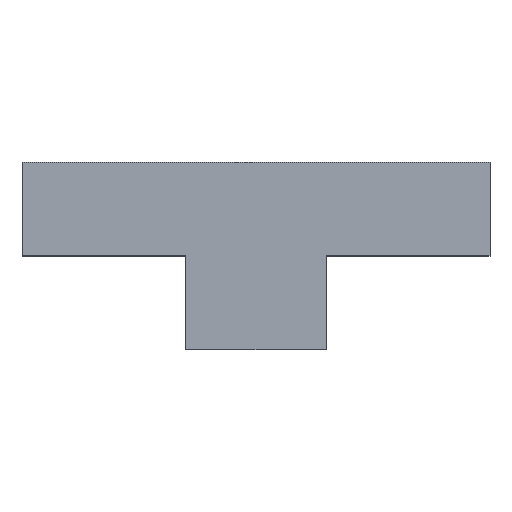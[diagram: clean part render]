
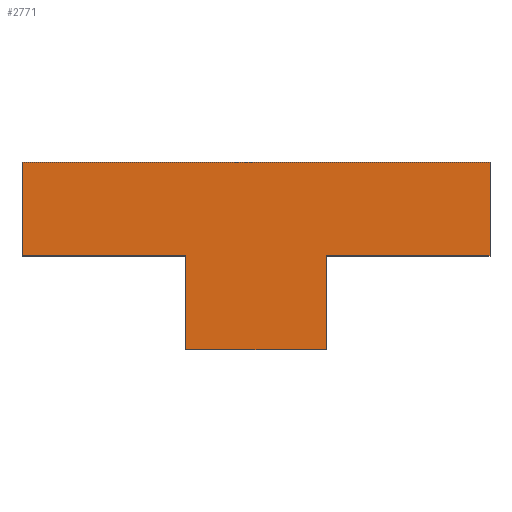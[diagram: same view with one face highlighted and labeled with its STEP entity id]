
A CAD part, top view. The second image highlights one B-rep face of the part: STEP entity #2771.
In plain terms, the highlighted planar face has unit normal (0, 0, 1).
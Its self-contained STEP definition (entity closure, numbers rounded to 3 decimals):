
#19 = LINE ( 'NONE', #2876, #2711 ) ;
#132 = VERTEX_POINT ( 'NONE', #2279 ) ;
#186 = VECTOR ( 'NONE', #1898, 1000. ) ;
#211 = EDGE_CURVE ( 'NONE', #132, #622, #2562, .T. ) ;
#332 = ORIENTED_EDGE ( 'NONE', *, *, #709, .T. ) ;
#403 = LINE ( 'NONE', #2978, #1556 ) ;
#477 = EDGE_CURVE ( 'NONE', #2993, #1233, #19, .T. ) ;
#507 = EDGE_CURVE ( 'NONE', #2551, #3073, #877, .T. ) ;
#596 = CARTESIAN_POINT ( 'NONE',  ( 1000., 400., 10. ) ) ;
#622 = VERTEX_POINT ( 'NONE', #596 ) ;
#647 = CARTESIAN_POINT ( 'NONE',  ( 1000., 400., 10. ) ) ;
#662 = CARTESIAN_POINT ( 'NONE',  ( -1000., -400., 10. ) ) ;
#709 = EDGE_CURVE ( 'NONE', #2853, #1233, #1540, .T. ) ;
#772 = CARTESIAN_POINT ( 'NONE',  ( 300., -400., 10. ) ) ;
#829 = ORIENTED_EDGE ( 'NONE', *, *, #1421, .T. ) ;
#835 = VECTOR ( 'NONE', #1832, 1000. ) ;
#870 = ORIENTED_EDGE ( 'NONE', *, *, #3400, .T. ) ;
#877 = LINE ( 'NONE', #1163, #2411 ) ;
#961 = CARTESIAN_POINT ( 'NONE',  ( 1000., -400., 10. ) ) ;
#962 = ORIENTED_EDGE ( 'NONE', *, *, #477, .F. ) ;
#1154 = FACE_OUTER_BOUND ( 'NONE', #1819, .T. ) ;
#1163 = CARTESIAN_POINT ( 'NONE',  ( 300., -457.581, 10. ) ) ;
#1233 = VERTEX_POINT ( 'NONE', #2660 ) ;
#1279 = DIRECTION ( 'NONE',  ( -1., 0., 0. ) ) ;
#1306 = CARTESIAN_POINT ( 'NONE',  ( 300., 0., 10. ) ) ;
#1388 = ORIENTED_EDGE ( 'NONE', *, *, #507, .F. ) ;
#1410 = EDGE_CURVE ( 'NONE', #132, #2551, #1526, .T. ) ;
#1421 = EDGE_CURVE ( 'NONE', #2367, #3073, #3260, .T. ) ;
#1477 = CARTESIAN_POINT ( 'NONE',  ( 1000., -400., 10. ) ) ;
#1480 = DIRECTION ( 'NONE',  ( -1., 0., 0. ) ) ;
#1526 = LINE ( 'NONE', #1833, #1799 ) ;
#1540 = LINE ( 'NONE', #662, #835 ) ;
#1556 = VECTOR ( 'NONE', #2652, 1000. ) ;
#1749 = LINE ( 'NONE', #647, #3522 ) ;
#1799 = VECTOR ( 'NONE', #1279, 1000. ) ;
#1819 = EDGE_LOOP ( 'NONE', ( #962, #2604, #829, #1388, #2493, #2576, #870, #332 ) ) ;
#1832 = DIRECTION ( 'NONE',  ( 0., -1., 0. ) ) ;
#1833 = CARTESIAN_POINT ( 'NONE',  ( 300., 0., 10. ) ) ;
#1898 = DIRECTION ( 'NONE',  ( 1., 0., 0. ) ) ;
#1980 = DIRECTION ( 'NONE',  ( -1., 0., 0. ) ) ;
#2279 = CARTESIAN_POINT ( 'NONE',  ( 1000., 0., 10. ) ) ;
#2285 = PLANE ( 'NONE',  #2569 ) ;
#2300 = VECTOR ( 'NONE', #2588, 1000. ) ;
#2356 = CARTESIAN_POINT ( 'NONE',  ( -300., -400., 10. ) ) ;
#2367 = VERTEX_POINT ( 'NONE', #2356 ) ;
#2411 = VECTOR ( 'NONE', #2908, 1000. ) ;
#2440 = EDGE_CURVE ( 'NONE', #2367, #2993, #403, .T. ) ;
#2493 = ORIENTED_EDGE ( 'NONE', *, *, #1410, .F. ) ;
#2551 = VERTEX_POINT ( 'NONE', #1306 ) ;
#2562 = LINE ( 'NONE', #1477, #2300 ) ;
#2569 = AXIS2_PLACEMENT_3D ( 'NONE', #3423, #3149, #2866 ) ;
#2576 = ORIENTED_EDGE ( 'NONE', *, *, #211, .T. ) ;
#2588 = DIRECTION ( 'NONE',  ( 0., 1., 0. ) ) ;
#2604 = ORIENTED_EDGE ( 'NONE', *, *, #2440, .F. ) ;
#2652 = DIRECTION ( 'NONE',  ( 0., 1., 0. ) ) ;
#2660 = CARTESIAN_POINT ( 'NONE',  ( -1000., 0., 10. ) ) ;
#2711 = VECTOR ( 'NONE', #1980, 1000. ) ;
#2771 = ADVANCED_FACE ( 'NONE', ( #1154 ), #2285, .T. ) ;
#2853 = VERTEX_POINT ( 'NONE', #2898 ) ;
#2866 = DIRECTION ( 'NONE',  ( 1., 0., 0. ) ) ;
#2876 = CARTESIAN_POINT ( 'NONE',  ( -300., 0., 10. ) ) ;
#2898 = CARTESIAN_POINT ( 'NONE',  ( -1000., 400., 10. ) ) ;
#2908 = DIRECTION ( 'NONE',  ( 0., -1., 0. ) ) ;
#2978 = CARTESIAN_POINT ( 'NONE',  ( -300., -400., 10. ) ) ;
#2993 = VERTEX_POINT ( 'NONE', #3180 ) ;
#3073 = VERTEX_POINT ( 'NONE', #772 ) ;
#3149 = DIRECTION ( 'NONE',  ( 0., 0., 1. ) ) ;
#3180 = CARTESIAN_POINT ( 'NONE',  ( -300., 0., 10. ) ) ;
#3260 = LINE ( 'NONE', #961, #186 ) ;
#3400 = EDGE_CURVE ( 'NONE', #622, #2853, #1749, .T. ) ;
#3423 = CARTESIAN_POINT ( 'NONE',  ( 0., 0., 10. ) ) ;
#3522 = VECTOR ( 'NONE', #1480, 1000. ) ;
